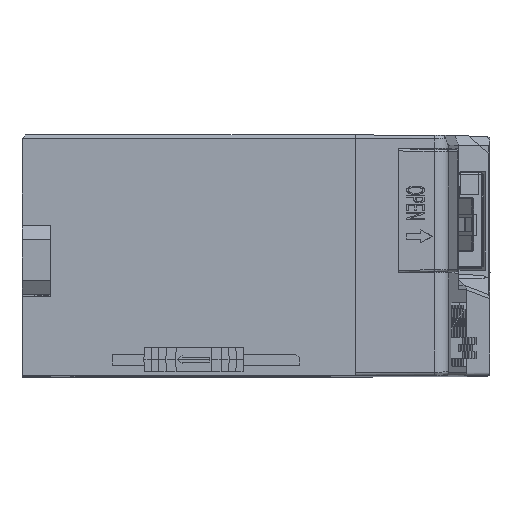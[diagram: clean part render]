
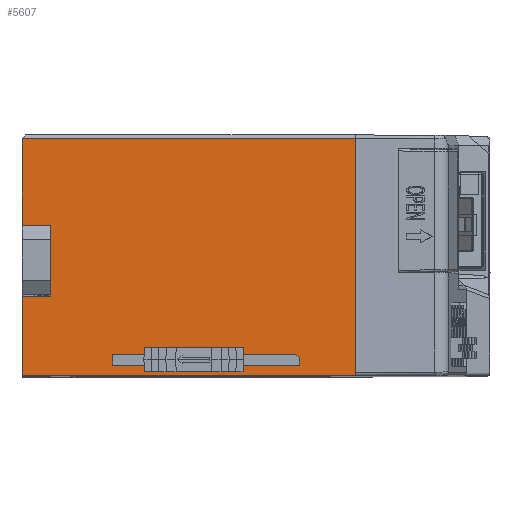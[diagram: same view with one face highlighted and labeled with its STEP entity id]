
A CAD part, top view. The second image highlights one B-rep face of the part: STEP entity #5607.
In plain terms, the highlighted planar face has unit normal (0, 0, 1).
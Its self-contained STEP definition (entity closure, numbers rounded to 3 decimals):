
#5607=ADVANCED_FACE('',(#10788,#10789),#8594,.T.);
#8594=PLANE('',#56062);
#10788=FACE_BOUND('',#11179,.T.);
#10789=FACE_BOUND('',#11180,.T.);
#11179=EDGE_LOOP('',(#14432,#14433,#14434,#14435,#14436,#14437,#14438,#14439,
#14440));
#11180=EDGE_LOOP('',(#14441,#14442,#14443,#14444,#14445,#14446,#14447));
#14432=ORIENTED_EDGE('',*,*,#35487,.T.);
#14433=ORIENTED_EDGE('',*,*,#35488,.T.);
#14434=ORIENTED_EDGE('',*,*,#35489,.F.);
#14435=ORIENTED_EDGE('',*,*,#35490,.T.);
#14436=ORIENTED_EDGE('',*,*,#35491,.T.);
#14437=ORIENTED_EDGE('',*,*,#35492,.F.);
#14438=ORIENTED_EDGE('',*,*,#35493,.T.);
#14439=ORIENTED_EDGE('',*,*,#35494,.T.);
#14440=ORIENTED_EDGE('',*,*,#35495,.F.);
#14441=ORIENTED_EDGE('',*,*,#35496,.T.);
#14442=ORIENTED_EDGE('',*,*,#35497,.F.);
#14443=ORIENTED_EDGE('',*,*,#35498,.F.);
#14444=ORIENTED_EDGE('',*,*,#35499,.T.);
#14445=ORIENTED_EDGE('',*,*,#35500,.T.);
#14446=ORIENTED_EDGE('',*,*,#35501,.T.);
#14447=ORIENTED_EDGE('',*,*,#35502,.T.);
#30292=VERTEX_POINT('',#73941);
#30293=VERTEX_POINT('',#73942);
#30294=VERTEX_POINT('',#73944);
#30295=VERTEX_POINT('',#73946);
#30296=VERTEX_POINT('',#73948);
#30297=VERTEX_POINT('',#73950);
#30298=VERTEX_POINT('',#73952);
#30299=VERTEX_POINT('',#73954);
#30300=VERTEX_POINT('',#73956);
#30301=VERTEX_POINT('',#73959);
#30302=VERTEX_POINT('',#73960);
#30303=VERTEX_POINT('',#73962);
#30304=VERTEX_POINT('',#73964);
#30305=VERTEX_POINT('',#73966);
#30306=VERTEX_POINT('',#73968);
#30307=VERTEX_POINT('',#73970);
#35487=EDGE_CURVE('',#30292,#30293,#43417,.T.);
#35488=EDGE_CURVE('',#30293,#30294,#43418,.T.);
#35489=EDGE_CURVE('',#30295,#30294,#43419,.T.);
#35490=EDGE_CURVE('',#30295,#30296,#43420,.T.);
#35491=EDGE_CURVE('',#30296,#30297,#43421,.T.);
#35492=EDGE_CURVE('',#30298,#30297,#43422,.T.);
#35493=EDGE_CURVE('',#30298,#30299,#43423,.T.);
#35494=EDGE_CURVE('',#30299,#30300,#43424,.T.);
#35495=EDGE_CURVE('',#30292,#30300,#43425,.T.);
#35496=EDGE_CURVE('',#30301,#30302,#43426,.T.);
#35497=EDGE_CURVE('',#30303,#30302,#43427,.T.);
#35498=EDGE_CURVE('',#30304,#30303,#43428,.T.);
#35499=EDGE_CURVE('',#30304,#30305,#43429,.T.);
#35500=EDGE_CURVE('',#30305,#30306,#43430,.T.);
#35501=EDGE_CURVE('',#30306,#30307,#43431,.T.);
#35502=EDGE_CURVE('',#30307,#30301,#43432,.T.);
#43417=LINE('',#73940,#49674);
#43418=LINE('',#73943,#49675);
#43419=LINE('',#73945,#49676);
#43420=LINE('',#73947,#49677);
#43421=LINE('',#73949,#49678);
#43422=LINE('',#73951,#49679);
#43423=LINE('',#73953,#49680);
#43424=LINE('',#73955,#49681);
#43425=LINE('',#73957,#49682);
#43426=LINE('',#73958,#49683);
#43427=LINE('',#73961,#49684);
#43428=LINE('',#73963,#49685);
#43429=LINE('',#73965,#49686);
#43430=LINE('',#73967,#49687);
#43431=LINE('',#73969,#49688);
#43432=LINE('',#73971,#49689);
#49674=VECTOR('',#59892,1.);
#49675=VECTOR('',#59893,1.);
#49676=VECTOR('',#59894,1.);
#49677=VECTOR('',#59895,1.);
#49678=VECTOR('',#59896,1.);
#49679=VECTOR('',#59897,1.);
#49680=VECTOR('',#59898,1.);
#49681=VECTOR('',#59899,1.);
#49682=VECTOR('',#59900,1.);
#49683=VECTOR('',#59901,1.);
#49684=VECTOR('',#59902,1.);
#49685=VECTOR('',#59903,1.);
#49686=VECTOR('',#59904,1.);
#49687=VECTOR('',#59905,1.);
#49688=VECTOR('',#59906,1.);
#49689=VECTOR('',#59907,1.);
#56062=AXIS2_PLACEMENT_3D('',#73972,#59908,#59909);
#59892=DIRECTION('',(0.,1.,0.));
#59893=DIRECTION('',(-1.,0.,0.));
#59894=DIRECTION('',(0.017,1.,0.));
#59895=DIRECTION('',(0.,-1.,0.));
#59896=DIRECTION('',(1.,0.,0.));
#59897=DIRECTION('',(0.,1.,0.));
#59898=DIRECTION('',(-1.,0.,0.));
#59899=DIRECTION('',(0.,-1.,0.));
#59900=DIRECTION('',(-1.,0.,0.));
#59901=DIRECTION('',(-1.,0.,0.));
#59902=DIRECTION('',(0.017,-1.,0.));
#59903=DIRECTION('',(-0.017,-1.,0.));
#59904=DIRECTION('',(1.,0.,0.));
#59905=DIRECTION('',(0.707,-0.707,0.));
#59906=DIRECTION('',(0.017,-1.,0.));
#59907=DIRECTION('',(-0.017,-1.,0.));
#59908=DIRECTION('',(0.,0.,1.));
#59909=DIRECTION('',(-1.,0.,0.));
#73940=CARTESIAN_POINT('',(-247.544,-88.239,278.694));
#73941=CARTESIAN_POINT('',(-247.544,-88.239,278.694));
#73942=CARTESIAN_POINT('',(-247.544,-54.739,278.694));
#73943=CARTESIAN_POINT('',(-294.544,-54.739,278.694));
#73944=CARTESIAN_POINT('',(-294.526,-54.739,278.694));
#73945=CARTESIAN_POINT('',(-295.161,-91.134,278.694));
#73946=CARTESIAN_POINT('',(-294.544,-55.739,278.694));
#73947=CARTESIAN_POINT('',(-294.544,-55.739,278.694));
#73948=CARTESIAN_POINT('',(-294.544,-66.989,278.694));
#73949=CARTESIAN_POINT('',(-294.544,-66.989,278.694));
#73950=CARTESIAN_POINT('',(-290.544,-66.989,278.694));
#73951=CARTESIAN_POINT('',(-290.544,-91.625,278.694));
#73952=CARTESIAN_POINT('',(-290.544,-76.989,278.694));
#73953=CARTESIAN_POINT('',(-290.544,-76.989,278.694));
#73954=CARTESIAN_POINT('',(-294.544,-76.989,278.694));
#73955=CARTESIAN_POINT('',(-294.544,-76.989,278.694));
#73956=CARTESIAN_POINT('',(-294.544,-88.239,278.694));
#73957=CARTESIAN_POINT('',(-247.544,-88.239,278.694));
#73958=CARTESIAN_POINT('',(-247.544,-86.739,278.694));
#73959=CARTESIAN_POINT('',(-255.458,-86.739,278.694));
#73960=CARTESIAN_POINT('',(-281.73,-86.739,278.694));
#73961=CARTESIAN_POINT('',(-281.744,-85.939,278.694));
#73962=CARTESIAN_POINT('',(-281.744,-85.939,278.694));
#73963=CARTESIAN_POINT('',(-281.744,-85.939,278.694));
#73964=CARTESIAN_POINT('',(-281.73,-85.139,278.694));
#73965=CARTESIAN_POINT('',(-247.544,-85.139,278.694));
#73966=CARTESIAN_POINT('',(-255.924,-85.139,278.694));
#73967=CARTESIAN_POINT('',(-266.434,-74.63,278.694));
#73968=CARTESIAN_POINT('',(-255.449,-85.614,278.694));
#73969=CARTESIAN_POINT('',(-255.968,-55.886,278.694));
#73970=CARTESIAN_POINT('',(-255.444,-85.939,278.694));
#73971=CARTESIAN_POINT('',(-254.914,-55.61,278.694));
#73972=CARTESIAN_POINT('',(-267.044,-91.625,278.694));
